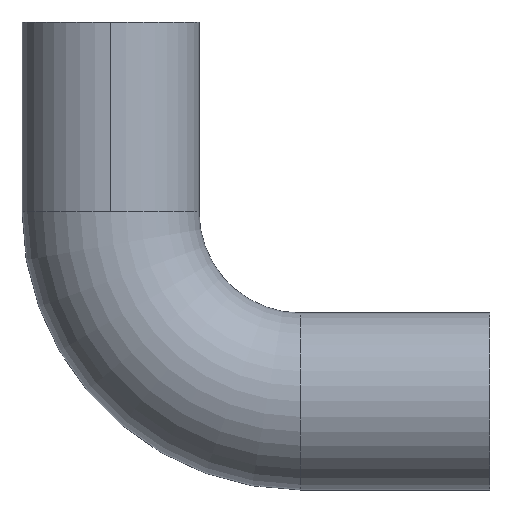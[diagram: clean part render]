
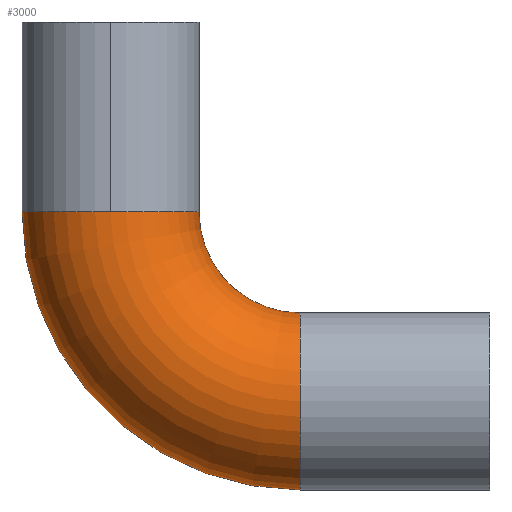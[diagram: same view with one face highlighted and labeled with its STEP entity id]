
A CAD part, left-side view. The second image highlights one B-rep face of the part: STEP entity #3000.
In plain terms, the highlighted toroidal (fillet/blend) face has major radius 15 mm and minor radius 7 mm.
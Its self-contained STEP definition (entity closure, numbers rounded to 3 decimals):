
#61 = AXIS2_PLACEMENT_3D ( 'NONE', #1581, #11929, #7953 ) ;
#247 = DIRECTION ( 'NONE',  ( 0., 0., 1. ) ) ;
#725 = EDGE_CURVE ( 'NONE', #8747, #6383, #6940, .T. ) ;
#864 = CARTESIAN_POINT ( 'NONE',  ( 0., 15., 7. ) ) ;
#1007 = AXIS2_PLACEMENT_3D ( 'NONE', #4500, #3562, #1399 ) ;
#1369 = DIRECTION ( 'NONE',  ( 1., 0., 0. ) ) ;
#1399 = DIRECTION ( 'NONE',  ( 0., 0., 1. ) ) ;
#1581 = CARTESIAN_POINT ( 'NONE',  ( 0., 15., 15. ) ) ;
#1856 = CARTESIAN_POINT ( 'NONE',  ( 0., 23., 15. ) ) ;
#3000 = ADVANCED_FACE ( 'NONE', ( #5628 ), #4836, .T. ) ;
#3108 = VERTEX_POINT ( 'NONE', #1856 ) ;
#3562 = DIRECTION ( 'NONE',  ( 0., 1., 0. ) ) ;
#3644 = CARTESIAN_POINT ( 'NONE',  ( 0., 37., 15. ) ) ;
#4096 = DIRECTION ( 'NONE',  ( 1., 0., 0. ) ) ;
#4500 = CARTESIAN_POINT ( 'NONE',  ( 0., 15., 0. ) ) ;
#4836 = TOROIDAL_SURFACE ( 'NONE', #61, 15., 7. ) ;
#5628 = FACE_OUTER_BOUND ( 'NONE', #7696, .T. ) ;
#5681 = CARTESIAN_POINT ( 'NONE',  ( 0., 30., 15. ) ) ;
#6048 = CARTESIAN_POINT ( 'NONE',  ( -7., 30., 15. ) ) ;
#6111 = AXIS2_PLACEMENT_3D ( 'NONE', #6183, #247, #11254 ) ;
#6183 = CARTESIAN_POINT ( 'NONE',  ( 0., 30., 15. ) ) ;
#6194 = CIRCLE ( 'NONE', #6111, 7. ) ;
#6278 = EDGE_CURVE ( 'NONE', #8747, #7670, #12522, .T. ) ;
#6383 = VERTEX_POINT ( 'NONE', #3644 ) ;
#6823 = AXIS2_PLACEMENT_3D ( 'NONE', #7118, #4096, #11262 ) ;
#6940 = CIRCLE ( 'NONE', #6823, 22. ) ;
#7118 = CARTESIAN_POINT ( 'NONE',  ( 0., 15., 15. ) ) ;
#7295 = VERTEX_POINT ( 'NONE', #6048 ) ;
#7442 = EDGE_CURVE ( 'NONE', #6383, #7295, #6194, .T. ) ;
#7670 = VERTEX_POINT ( 'NONE', #864 ) ;
#7696 = EDGE_LOOP ( 'NONE', ( #9319, #8265, #12201, #12029, #10616 ) ) ;
#7722 = AXIS2_PLACEMENT_3D ( 'NONE', #5681, #11684, #8652 ) ;
#7915 = EDGE_CURVE ( 'NONE', #7295, #3108, #12035, .T. ) ;
#7953 = DIRECTION ( 'NONE',  ( 0., 0., -1. ) ) ;
#8265 = ORIENTED_EDGE ( 'NONE', *, *, #6278, .T. ) ;
#8652 = DIRECTION ( 'NONE',  ( 0., -1., 0. ) ) ;
#8747 = VERTEX_POINT ( 'NONE', #12668 ) ;
#9231 = AXIS2_PLACEMENT_3D ( 'NONE', #10429, #1369, #9642 ) ;
#9319 = ORIENTED_EDGE ( 'NONE', *, *, #725, .F. ) ;
#9642 = DIRECTION ( 'NONE',  ( 0., 0., -1. ) ) ;
#10253 = EDGE_CURVE ( 'NONE', #7670, #3108, #10382, .T. ) ;
#10382 = CIRCLE ( 'NONE', #9231, 8. ) ;
#10429 = CARTESIAN_POINT ( 'NONE',  ( 0., 15., 15. ) ) ;
#10616 = ORIENTED_EDGE ( 'NONE', *, *, #7442, .F. ) ;
#11254 = DIRECTION ( 'NONE',  ( 0., -1., 0. ) ) ;
#11262 = DIRECTION ( 'NONE',  ( 0., 0., -1. ) ) ;
#11684 = DIRECTION ( 'NONE',  ( 0., 0., 1. ) ) ;
#11929 = DIRECTION ( 'NONE',  ( 1., 0., 0. ) ) ;
#12029 = ORIENTED_EDGE ( 'NONE', *, *, #7915, .F. ) ;
#12035 = CIRCLE ( 'NONE', #7722, 7. ) ;
#12201 = ORIENTED_EDGE ( 'NONE', *, *, #10253, .T. ) ;
#12522 = CIRCLE ( 'NONE', #1007, 7. ) ;
#12668 = CARTESIAN_POINT ( 'NONE',  ( 0., 15., -7. ) ) ;
